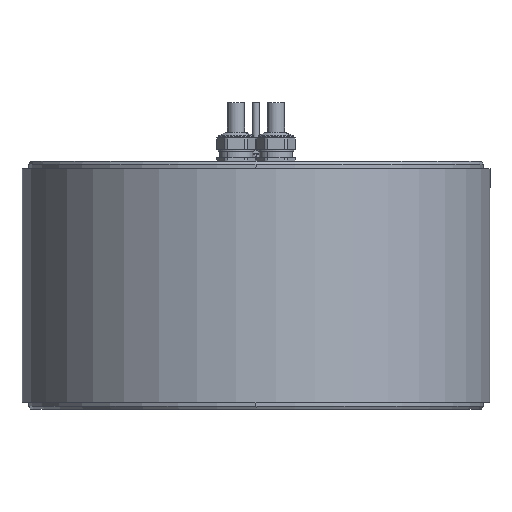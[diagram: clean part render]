
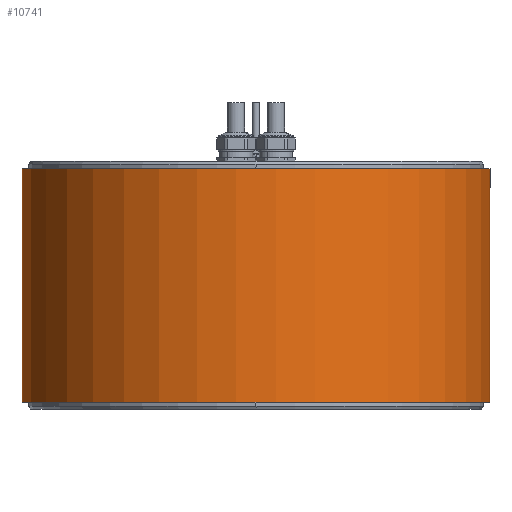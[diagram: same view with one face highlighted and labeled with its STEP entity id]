
A CAD part, front view. The second image highlights one B-rep face of the part: STEP entity #10741.
In plain terms, the highlighted cylindrical face has radius 198.5 mm (diameter 397 mm), a partial arc.
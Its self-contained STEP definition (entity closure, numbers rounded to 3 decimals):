
#1575=CARTESIAN_POINT('',(0.,0.,-6.1));
#1576=DIRECTION('',(0.,0.,1.));
#1577=DIRECTION('',(-0.149,0.989,0.));
#1578=AXIS2_PLACEMENT_3D('',#1575,#1576,#1577);
#1580=DIRECTION('',(0.,0.,1.));
#1581=VECTOR('',#1580,197.8);
#1582=CARTESIAN_POINT('',(29.5,196.296,-203.9));
#1583=LINE('',#1582,#1581);
#1584=CARTESIAN_POINT('',(0.,0.,-203.9));
#1585=DIRECTION('',(0.,0.,-1.));
#1586=DIRECTION('',(0.149,0.989,0.));
#1587=AXIS2_PLACEMENT_3D('',#1584,#1585,#1586);
#1589=DIRECTION('',(0.,0.,1.));
#1590=VECTOR('',#1589,197.8);
#1591=CARTESIAN_POINT('',(-29.5,196.296,-203.9));
#1592=LINE('',#1591,#1590);
#7021=CARTESIAN_POINT('',(-29.5,196.296,-203.9));
#7022=CARTESIAN_POINT('',(29.5,196.296,-203.9));
#7023=VERTEX_POINT('',#7021);
#7024=VERTEX_POINT('',#7022);
#7025=CARTESIAN_POINT('',(-29.5,196.296,-6.1));
#7026=CARTESIAN_POINT('',(29.5,196.296,-6.1));
#7027=VERTEX_POINT('',#7025);
#7028=VERTEX_POINT('',#7026);
#10729=CARTESIAN_POINT('',(0.,0.,3.79));
#10730=DIRECTION('',(0.,0.,-1.));
#10731=DIRECTION('',(1.,0.,0.));
#10732=AXIS2_PLACEMENT_3D('',#10729,#10730,#10731);
#10733=CYLINDRICAL_SURFACE('',#10732,198.5);
#10735=ORIENTED_EDGE('',*,*,#10734,.T.);
#10736=ORIENTED_EDGE('',*,*,#10710,.F.);
#10737=ORIENTED_EDGE('',*,*,#10695,.T.);
#10738=ORIENTED_EDGE('',*,*,#10714,.T.);
#10739=EDGE_LOOP('',(#10735,#10736,#10737,#10738));
#10740=FACE_OUTER_BOUND('',#10739,.F.);
#10741=ADVANCED_FACE('',(#10740),#10733,.T.);
#1579=CIRCLE('',#1578,198.5);
#1588=CIRCLE('',#1587,198.5);
#10695=EDGE_CURVE('',#7024,#7023,#1588,.T.);
#10710=EDGE_CURVE('',#7024,#7028,#1583,.T.);
#10714=EDGE_CURVE('',#7023,#7027,#1592,.T.);
#10734=EDGE_CURVE('',#7027,#7028,#1579,.T.);
